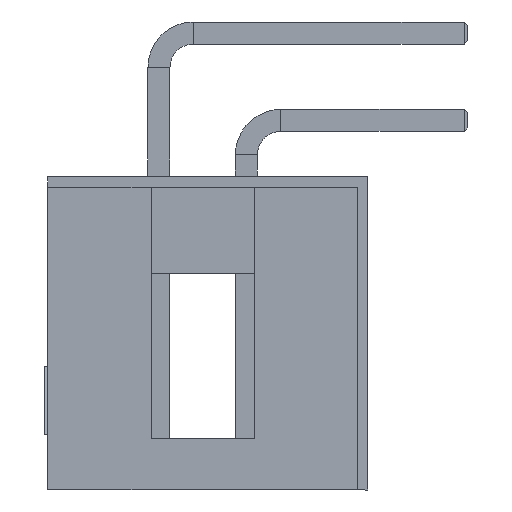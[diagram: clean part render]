
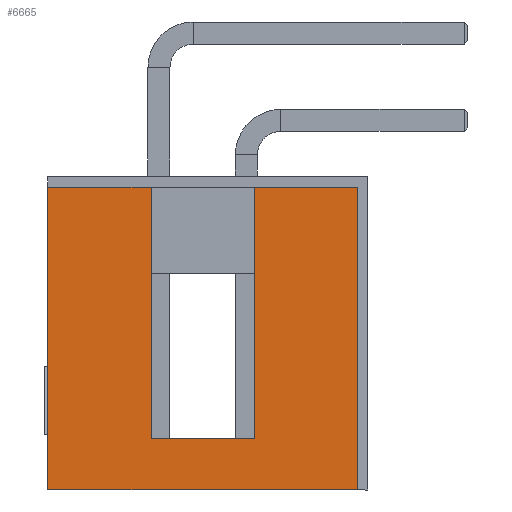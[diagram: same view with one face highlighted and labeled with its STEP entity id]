
A CAD part, left-side view. The second image highlights one B-rep face of the part: STEP entity #6665.
In plain terms, the highlighted planar face has unit normal (-1, 0, 0).
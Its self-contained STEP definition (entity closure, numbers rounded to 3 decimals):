
#196 = DIRECTION ( 'NONE',  ( 0., -1., 0. ) ) ;
#296 = EDGE_CURVE ( 'NONE', #29277, #19278, #20793, .T. ) ;
#460 = CARTESIAN_POINT ( 'NONE',  ( -19.04, 3.3, -10.51 ) ) ;
#1142 = CARTESIAN_POINT ( 'NONE',  ( -19.04, 9.3, -12.01 ) ) ;
#1328 = CARTESIAN_POINT ( 'NONE',  ( -19.04, 3.3, -3.21 ) ) ;
#1569 = VECTOR ( 'NONE', #2759, 1000. ) ;
#2062 = VECTOR ( 'NONE', #12352, 1000. ) ;
#2307 = VECTOR ( 'NONE', #196, 1000. ) ;
#2759 = DIRECTION ( 'NONE',  ( 0., -1., 0. ) ) ;
#3094 = CARTESIAN_POINT ( 'NONE',  ( -19.04, 9.3, -12.01 ) ) ;
#3373 = VERTEX_POINT ( 'NONE', #6443 ) ;
#3699 = CARTESIAN_POINT ( 'NONE',  ( -19.04, 3.3, -10.51 ) ) ;
#4265 = ORIENTED_EDGE ( 'NONE', *, *, #296, .T. ) ;
#5219 = EDGE_CURVE ( 'NONE', #18813, #21904, #13081, .T. ) ;
#5483 = ORIENTED_EDGE ( 'NONE', *, *, #5219, .F. ) ;
#5949 = CARTESIAN_POINT ( 'NONE',  ( -19.04, 6.3, -10.51 ) ) ;
#6443 = CARTESIAN_POINT ( 'NONE',  ( -19.04, 9.3, -3.21 ) ) ;
#6665 = ADVANCED_FACE ( 'NONE', ( #8310 ), #17511, .T. ) ;
#7684 = CARTESIAN_POINT ( 'NONE',  ( -19.04, 0.3, -3.21 ) ) ;
#7979 = VERTEX_POINT ( 'NONE', #21280 ) ;
#8077 = LINE ( 'NONE', #16566, #1569 ) ;
#8310 = FACE_OUTER_BOUND ( 'NONE', #25047, .T. ) ;
#8350 = VECTOR ( 'NONE', #21987, 1000. ) ;
#8792 = EDGE_CURVE ( 'NONE', #19278, #21904, #26796, .T. ) ;
#9520 = ORIENTED_EDGE ( 'NONE', *, *, #18436, .F. ) ;
#9654 = CARTESIAN_POINT ( 'NONE',  ( -19.04, 4.8, -10.51 ) ) ;
#9821 = ORIENTED_EDGE ( 'NONE', *, *, #29195, .F. ) ;
#10023 = CARTESIAN_POINT ( 'NONE',  ( -19.04, 6.3, -10.51 ) ) ;
#11011 = EDGE_CURVE ( 'NONE', #21668, #11398, #28654, .T. ) ;
#11396 = VECTOR ( 'NONE', #13791, 1000. ) ;
#11398 = VERTEX_POINT ( 'NONE', #10023 ) ;
#12352 = DIRECTION ( 'NONE',  ( 0., 0., 1. ) ) ;
#13081 = LINE ( 'NONE', #20028, #21279 ) ;
#13251 = DIRECTION ( 'NONE',  ( -1., 0., 0. ) ) ;
#13360 = EDGE_CURVE ( 'NONE', #11398, #7979, #26653, .T. ) ;
#13437 = CARTESIAN_POINT ( 'NONE',  ( -19.04, 0.3, -12.01 ) ) ;
#13791 = DIRECTION ( 'NONE',  ( 0., 0., 1. ) ) ;
#14594 = VECTOR ( 'NONE', #17083, 1000. ) ;
#15257 = DIRECTION ( 'NONE',  ( 0., 0., 1. ) ) ;
#15527 = CARTESIAN_POINT ( 'NONE',  ( -19.04, 4.8, -12.01 ) ) ;
#16566 = CARTESIAN_POINT ( 'NONE',  ( -19.04, 4.8, -3.21 ) ) ;
#17083 = DIRECTION ( 'NONE',  ( 0., 0., 1. ) ) ;
#17343 = ORIENTED_EDGE ( 'NONE', *, *, #11011, .T. ) ;
#17511 = PLANE ( 'NONE',  #18632 ) ;
#17584 = ORIENTED_EDGE ( 'NONE', *, *, #8792, .T. ) ;
#18436 = EDGE_CURVE ( 'NONE', #3373, #7979, #8077, .T. ) ;
#18632 = AXIS2_PLACEMENT_3D ( 'NONE', #15527, #13251, #28866 ) ;
#18813 = VERTEX_POINT ( 'NONE', #1328 ) ;
#19278 = VERTEX_POINT ( 'NONE', #23415 ) ;
#20028 = CARTESIAN_POINT ( 'NONE',  ( -19.04, 4.8, -3.21 ) ) ;
#20486 = CARTESIAN_POINT ( 'NONE',  ( -19.04, 4.8, -12.01 ) ) ;
#20793 = LINE ( 'NONE', #20486, #2307 ) ;
#21058 = LINE ( 'NONE', #460, #11396 ) ;
#21279 = VECTOR ( 'NONE', #22008, 1000. ) ;
#21280 = CARTESIAN_POINT ( 'NONE',  ( -19.04, 6.3, -3.21 ) ) ;
#21586 = ORIENTED_EDGE ( 'NONE', *, *, #26048, .F. ) ;
#21668 = VERTEX_POINT ( 'NONE', #3699 ) ;
#21904 = VERTEX_POINT ( 'NONE', #7684 ) ;
#21987 = DIRECTION ( 'NONE',  ( 0., 1., 0. ) ) ;
#22008 = DIRECTION ( 'NONE',  ( 0., -1., 0. ) ) ;
#23415 = CARTESIAN_POINT ( 'NONE',  ( -19.04, 0.3, -12.01 ) ) ;
#23626 = ORIENTED_EDGE ( 'NONE', *, *, #13360, .T. ) ;
#25047 = EDGE_LOOP ( 'NONE', ( #5483, #21586, #17343, #23626, #9520, #9821, #4265, #17584 ) ) ;
#26048 = EDGE_CURVE ( 'NONE', #21668, #18813, #21058, .T. ) ;
#26653 = LINE ( 'NONE', #5949, #14594 ) ;
#26796 = LINE ( 'NONE', #13437, #28977 ) ;
#28654 = LINE ( 'NONE', #9654, #8350 ) ;
#28701 = LINE ( 'NONE', #3094, #2062 ) ;
#28866 = DIRECTION ( 'NONE',  ( 0., 1., 0. ) ) ;
#28977 = VECTOR ( 'NONE', #15257, 1000. ) ;
#29195 = EDGE_CURVE ( 'NONE', #29277, #3373, #28701, .T. ) ;
#29277 = VERTEX_POINT ( 'NONE', #1142 ) ;
